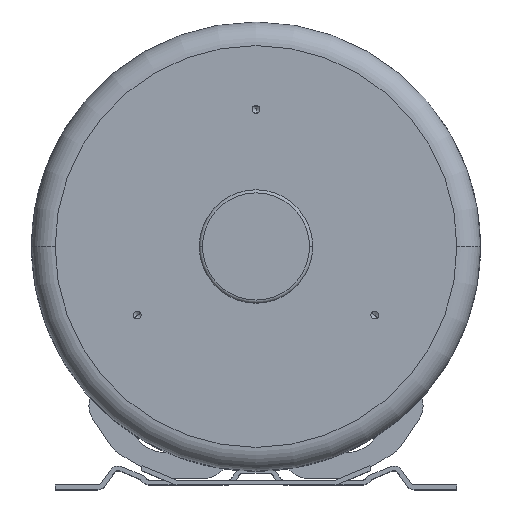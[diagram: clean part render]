
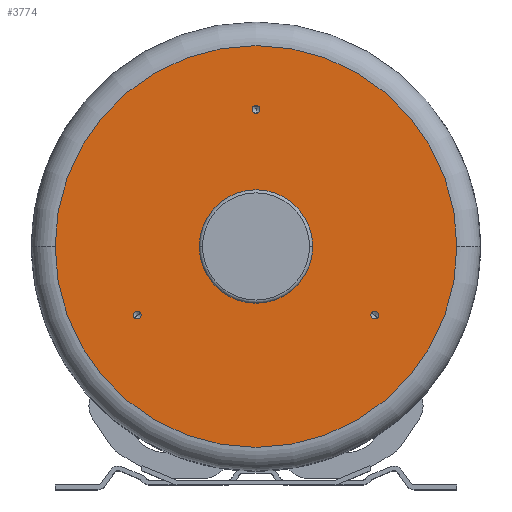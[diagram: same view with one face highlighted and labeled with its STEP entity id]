
A CAD part, top view. The second image highlights one B-rep face of the part: STEP entity #3774.
In plain terms, the highlighted face is planar.
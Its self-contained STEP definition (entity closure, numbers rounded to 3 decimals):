
#573=CARTESIAN_POINT('',(-88.5,0.,0.));
#574=DIRECTION('',(-1.,0.,0.));
#575=DIRECTION('',(0.,0.,1.));
#576=AXIS2_PLACEMENT_3D('',#573,#574,#575);
#578=CARTESIAN_POINT('',(-88.5,0.,0.));
#579=DIRECTION('',(-1.,0.,0.));
#580=DIRECTION('',(0.,0.,-1.));
#581=AXIS2_PLACEMENT_3D('',#578,#579,#580);
#583=CARTESIAN_POINT('',(-88.5,87.,0.));
#584=DIRECTION('',(-1.,0.,0.));
#585=DIRECTION('',(0.,1.,0.));
#586=AXIS2_PLACEMENT_3D('',#583,#584,#585);
#588=CARTESIAN_POINT('',(-88.5,87.,0.));
#589=DIRECTION('',(-1.,0.,0.));
#590=DIRECTION('',(0.,-1.,0.));
#591=AXIS2_PLACEMENT_3D('',#588,#589,#590);
#593=CARTESIAN_POINT('',(-88.5,-43.5,75.344));
#594=DIRECTION('',(-1.,0.,0.));
#595=DIRECTION('',(0.,-0.5,0.866));
#596=AXIS2_PLACEMENT_3D('',#593,#594,#595);
#598=CARTESIAN_POINT('',(-88.5,-43.5,75.344));
#599=DIRECTION('',(-1.,0.,0.));
#600=DIRECTION('',(0.,0.5,-0.866));
#601=AXIS2_PLACEMENT_3D('',#598,#599,#600);
#603=CARTESIAN_POINT('',(-88.5,-43.5,-75.344));
#604=DIRECTION('',(-1.,0.,0.));
#605=DIRECTION('',(0.,-0.5,-0.866));
#606=AXIS2_PLACEMENT_3D('',#603,#604,#605);
#608=CARTESIAN_POINT('',(-88.5,-43.5,-75.344));
#609=DIRECTION('',(-1.,0.,0.));
#610=DIRECTION('',(0.,0.5,0.866));
#611=AXIS2_PLACEMENT_3D('',#608,#609,#610);
#613=CARTESIAN_POINT('',(-88.5,0.,0.));
#614=DIRECTION('',(-1.,0.,0.));
#615=DIRECTION('',(0.,0.,-1.));
#616=AXIS2_PLACEMENT_3D('',#613,#614,#615);
#618=CARTESIAN_POINT('',(-88.5,0.,0.));
#619=DIRECTION('',(-1.,0.,0.));
#620=DIRECTION('',(0.,0.,1.));
#621=AXIS2_PLACEMENT_3D('',#618,#619,#620);
#2422=CARTESIAN_POINT('',(-88.5,89.5,0.));
#2423=CARTESIAN_POINT('',(-88.5,84.5,0.));
#2424=VERTEX_POINT('',#2422);
#2425=VERTEX_POINT('',#2423);
#2432=CARTESIAN_POINT('',(-88.5,-44.75,77.509));
#2433=VERTEX_POINT('',#2432);
#2434=CARTESIAN_POINT('',(-88.5,-42.25,73.179));
#2435=VERTEX_POINT('',#2434);
#2442=CARTESIAN_POINT('',(-88.5,-44.75,-77.509));
#2443=VERTEX_POINT('',#2442);
#2444=CARTESIAN_POINT('',(-88.5,-42.25,-73.179));
#2445=VERTEX_POINT('',#2444);
#3068=CARTESIAN_POINT('',(-88.5,0.,36.));
#3069=CARTESIAN_POINT('',(-88.5,0.,-36.));
#3070=VERTEX_POINT('',#3068);
#3071=VERTEX_POINT('',#3069);
#3080=CARTESIAN_POINT('',(-88.5,0.,-127.5));
#3081=CARTESIAN_POINT('',(-88.5,0.,127.5));
#3082=VERTEX_POINT('',#3080);
#3083=VERTEX_POINT('',#3081);
#3740=CARTESIAN_POINT('',(-88.5,0.,0.));
#3741=DIRECTION('',(-1.,0.,0.));
#3742=DIRECTION('',(0.,0.,1.));
#3743=AXIS2_PLACEMENT_3D('',#3740,#3741,#3742);
#3744=PLANE('',#3743);
#3746=ORIENTED_EDGE('',*,*,#3745,.F.);
#3747=ORIENTED_EDGE('',*,*,#3729,.F.);
#3748=EDGE_LOOP('',(#3746,#3747));
#3749=FACE_OUTER_BOUND('',#3748,.F.);
#3751=ORIENTED_EDGE('',*,*,#3750,.T.);
#3753=ORIENTED_EDGE('',*,*,#3752,.T.);
#3754=EDGE_LOOP('',(#3751,#3753));
#3755=FACE_BOUND('',#3754,.F.);
#3757=ORIENTED_EDGE('',*,*,#3756,.T.);
#3759=ORIENTED_EDGE('',*,*,#3758,.T.);
#3760=EDGE_LOOP('',(#3757,#3759));
#3761=FACE_BOUND('',#3760,.F.);
#3763=ORIENTED_EDGE('',*,*,#3762,.T.);
#3765=ORIENTED_EDGE('',*,*,#3764,.T.);
#3766=EDGE_LOOP('',(#3763,#3765));
#3767=FACE_BOUND('',#3766,.F.);
#3769=ORIENTED_EDGE('',*,*,#3768,.T.);
#3771=ORIENTED_EDGE('',*,*,#3770,.T.);
#3772=EDGE_LOOP('',(#3769,#3771));
#3773=FACE_BOUND('',#3772,.F.);
#3774=ADVANCED_FACE('',(#3749,#3755,#3761,#3767,#3773),#3744,.T.);
#577=CIRCLE('',#576,36.);
#582=CIRCLE('',#581,36.);
#587=CIRCLE('',#586,2.5);
#592=CIRCLE('',#591,2.5);
#597=CIRCLE('',#596,2.5);
#602=CIRCLE('',#601,2.5);
#607=CIRCLE('',#606,2.5);
#612=CIRCLE('',#611,2.5);
#617=CIRCLE('',#616,127.5);
#622=CIRCLE('',#621,127.5);
#3729=EDGE_CURVE('',#3083,#3082,#622,.T.);
#3745=EDGE_CURVE('',#3082,#3083,#617,.T.);
#3750=EDGE_CURVE('',#2424,#2425,#587,.T.);
#3752=EDGE_CURVE('',#2425,#2424,#592,.T.);
#3756=EDGE_CURVE('',#2433,#2435,#597,.T.);
#3758=EDGE_CURVE('',#2435,#2433,#602,.T.);
#3762=EDGE_CURVE('',#2443,#2445,#607,.T.);
#3764=EDGE_CURVE('',#2445,#2443,#612,.T.);
#3768=EDGE_CURVE('',#3070,#3071,#577,.T.);
#3770=EDGE_CURVE('',#3071,#3070,#582,.T.);
